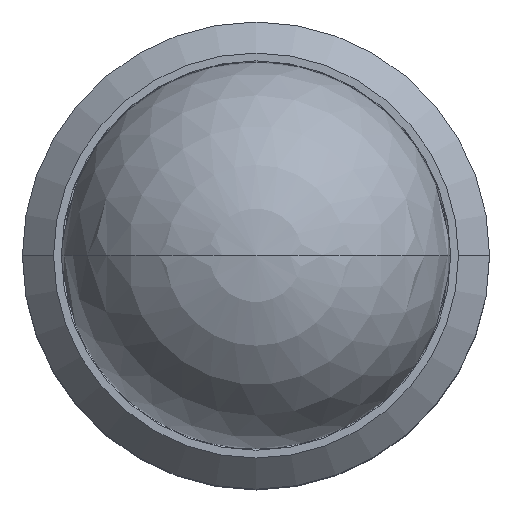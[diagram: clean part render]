
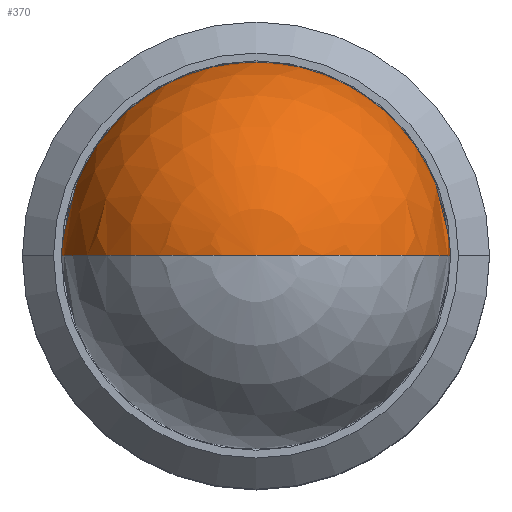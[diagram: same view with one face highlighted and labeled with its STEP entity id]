
A CAD part, top view. The second image highlights one B-rep face of the part: STEP entity #370.
In plain terms, the highlighted spherical face has radius 2.5 mm.
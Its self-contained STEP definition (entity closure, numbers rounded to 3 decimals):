
#288=EDGE_CURVE('',#450,#456,#609,.T.);
#314=EDGE_CURVE('',#456,#450,#637,.T.);
#370=ADVANCED_FACE('',(#698),#699,.T.);
#450=VERTEX_POINT('',#791);
#456=VERTEX_POINT('',#798);
#609=CIRCLE('',#984,2.5);
#637=CIRCLE('',#1019,2.5);
#698=FACE_OUTER_BOUND('',#1100,.T.);
#699=SPHERICAL_SURFACE('',#1101,2.5);
#791=CARTESIAN_POINT('',(0.0,0.,3.2));
#798=CARTESIAN_POINT('',(0.,0.,8.2));
#984=AXIS2_PLACEMENT_3D('',#1423,#1424,#1425);
#1019=AXIS2_PLACEMENT_3D('',#1450,#1451,#1452);
#1100=EDGE_LOOP('',(#1518,#1519));
#1101=AXIS2_PLACEMENT_3D('',#1520,#1521,#1522);
#1423=CARTESIAN_POINT('',(0.,0.,5.7));
#1424=DIRECTION('',(0.,1.0,0.));
#1425=DIRECTION('',(0.0,0.,-1.0));
#1450=CARTESIAN_POINT('',(0.,0.,5.7));
#1451=DIRECTION('',(0.,1.0,0.));
#1452=DIRECTION('',(0.0,0.,-1.0));
#1518=ORIENTED_EDGE('',*,*,#314,.T.);
#1519=ORIENTED_EDGE('',*,*,#288,.T.);
#1520=CARTESIAN_POINT('',(0.,0.,5.7));
#1521=DIRECTION('',(0.,0.,1.0));
#1522=DIRECTION('',(-1.0,0.,0.0));
